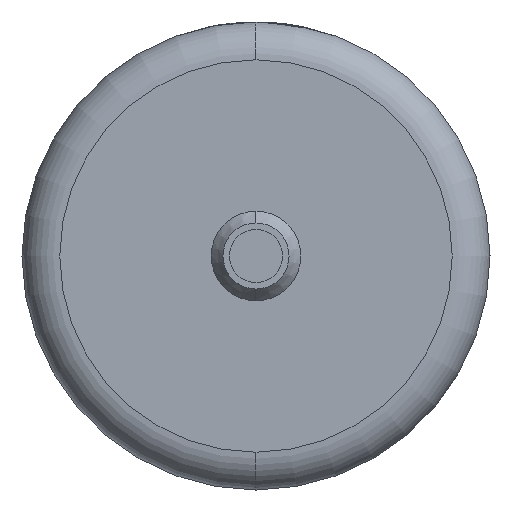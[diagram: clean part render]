
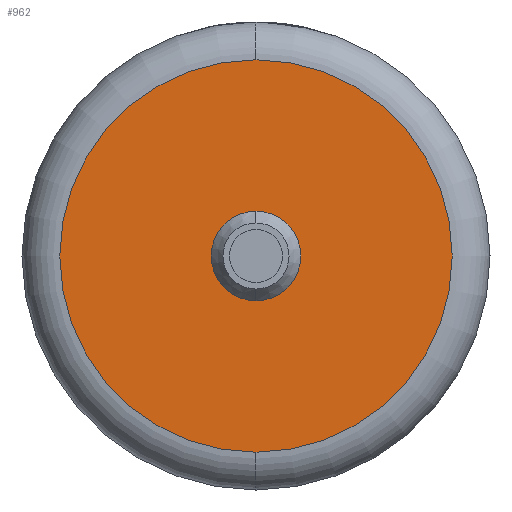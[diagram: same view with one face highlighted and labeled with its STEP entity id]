
A CAD part, left-side view. The second image highlights one B-rep face of the part: STEP entity #962.
In plain terms, the highlighted planar face has unit normal (-1, 0, 0).
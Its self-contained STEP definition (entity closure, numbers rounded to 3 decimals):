
#111 = DIRECTION ( 'NONE',  ( -1., 0., 0. ) ) ;
#143 = DIRECTION ( 'NONE',  ( 1., 0., 0. ) ) ;
#234 = AXIS2_PLACEMENT_3D ( 'NONE', #3807, #111, #3181 ) ;
#385 = ORIENTED_EDGE ( 'NONE', *, *, #2575, .T. ) ;
#610 = CIRCLE ( 'NONE', #3067, 0.473 ) ;
#659 = CARTESIAN_POINT ( 'NONE',  ( 0., 0., -2.075 ) ) ;
#894 = CIRCLE ( 'NONE', #1532, 0.473 ) ;
#962 = ADVANCED_FACE ( 'NONE', ( #1823, #4295 ), #3850, .F. ) ;
#1136 = EDGE_LOOP ( 'NONE', ( #3481, #1310 ) ) ;
#1229 = AXIS2_PLACEMENT_3D ( 'NONE', #3290, #4044, #4323 ) ;
#1310 = ORIENTED_EDGE ( 'NONE', *, *, #3071, .F. ) ;
#1532 = AXIS2_PLACEMENT_3D ( 'NONE', #1947, #3649, #1596 ) ;
#1596 = DIRECTION ( 'NONE',  ( 0., 0., 1. ) ) ;
#1823 = FACE_OUTER_BOUND ( 'NONE', #4387, .T. ) ;
#1932 = AXIS2_PLACEMENT_3D ( 'NONE', #2159, #143, #3175 ) ;
#1947 = CARTESIAN_POINT ( 'NONE',  ( 0., 0., 0. ) ) ;
#2159 = CARTESIAN_POINT ( 'NONE',  ( 0., 0., 0. ) ) ;
#2214 = CARTESIAN_POINT ( 'NONE',  ( 0., 0., 0.473 ) ) ;
#2288 = CIRCLE ( 'NONE', #1229, 2.075 ) ;
#2575 = EDGE_CURVE ( 'NONE', #2678, #3138, #3070, .T. ) ;
#2672 = CARTESIAN_POINT ( 'NONE',  ( 0., 0., 0. ) ) ;
#2678 = VERTEX_POINT ( 'NONE', #659 ) ;
#2839 = ORIENTED_EDGE ( 'NONE', *, *, #4309, .T. ) ;
#2963 = EDGE_CURVE ( 'NONE', #3154, #4018, #894, .T. ) ;
#3007 = CARTESIAN_POINT ( 'NONE',  ( 0., 0., -0.473 ) ) ;
#3036 = DIRECTION ( 'NONE',  ( 0., 0., 1. ) ) ;
#3067 = AXIS2_PLACEMENT_3D ( 'NONE', #2672, #3378, #3036 ) ;
#3070 = CIRCLE ( 'NONE', #234, 2.075 ) ;
#3071 = EDGE_CURVE ( 'NONE', #4018, #3154, #610, .T. ) ;
#3138 = VERTEX_POINT ( 'NONE', #3714 ) ;
#3154 = VERTEX_POINT ( 'NONE', #3007 ) ;
#3175 = DIRECTION ( 'NONE',  ( 0., 0., -1. ) ) ;
#3181 = DIRECTION ( 'NONE',  ( 0., 0., -1. ) ) ;
#3290 = CARTESIAN_POINT ( 'NONE',  ( 0., 0., 0. ) ) ;
#3378 = DIRECTION ( 'NONE',  ( -1., 0., 0. ) ) ;
#3481 = ORIENTED_EDGE ( 'NONE', *, *, #2963, .F. ) ;
#3649 = DIRECTION ( 'NONE',  ( -1., 0., 0. ) ) ;
#3714 = CARTESIAN_POINT ( 'NONE',  ( 0., 0., 2.075 ) ) ;
#3807 = CARTESIAN_POINT ( 'NONE',  ( 0., 0., 0. ) ) ;
#3850 = PLANE ( 'NONE',  #1932 ) ;
#4018 = VERTEX_POINT ( 'NONE', #2214 ) ;
#4044 = DIRECTION ( 'NONE',  ( -1., 0., 0. ) ) ;
#4295 = FACE_BOUND ( 'NONE', #1136, .T. ) ;
#4309 = EDGE_CURVE ( 'NONE', #3138, #2678, #2288, .T. ) ;
#4323 = DIRECTION ( 'NONE',  ( 0., 0., -1. ) ) ;
#4387 = EDGE_LOOP ( 'NONE', ( #385, #2839 ) ) ;
